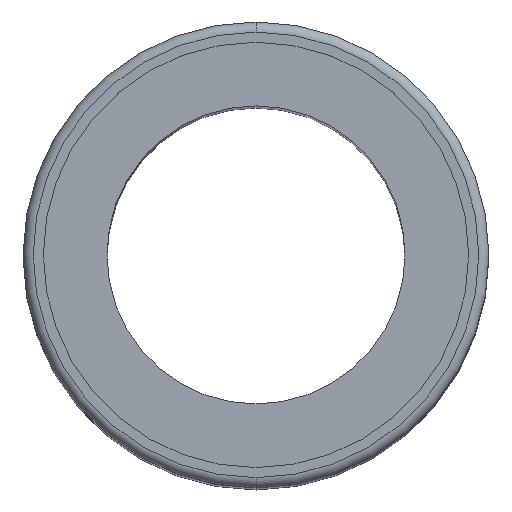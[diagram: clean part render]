
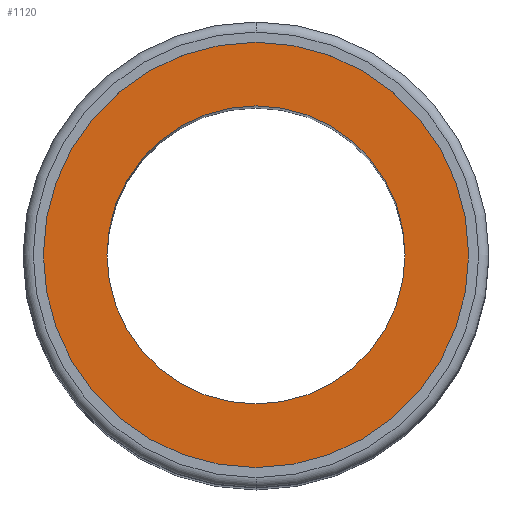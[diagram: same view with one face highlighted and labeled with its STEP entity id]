
A CAD part, top view. The second image highlights one B-rep face of the part: STEP entity #1120.
In plain terms, the highlighted planar face has unit normal (0, 0, 1).
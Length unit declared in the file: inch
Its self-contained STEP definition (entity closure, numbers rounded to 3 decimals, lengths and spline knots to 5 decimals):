
#5 = AXIS2_PLACEMENT_3D ( 'NONE', #340, #106, #541 ) ;
#74 = ORIENTED_EDGE ( 'NONE', *, *, #459, .T. ) ;
#106 = DIRECTION ( 'NONE',  ( 0., 0., 1. ) ) ;
#116 = AXIS2_PLACEMENT_3D ( 'NONE', #127, #685, #1182 ) ;
#117 = AXIS2_PLACEMENT_3D ( 'NONE', #603, #913, #496 ) ;
#127 = CARTESIAN_POINT ( 'NONE',  ( 0., 0., 2.1067 ) ) ;
#160 = CIRCLE ( 'NONE', #5, 0.5 ) ;
#259 = DIRECTION ( 'NONE',  ( 0., -1., 0. ) ) ;
#271 = AXIS2_PLACEMENT_3D ( 'NONE', #503, #364, #259 ) ;
#310 = ORIENTED_EDGE ( 'NONE', *, *, #1184, .F. ) ;
#321 = CARTESIAN_POINT ( 'NONE',  ( 0., 0.71335, 2.1067 ) ) ;
#340 = CARTESIAN_POINT ( 'NONE',  ( 0., 0., 2.1067 ) ) ;
#346 = FACE_BOUND ( 'NONE', #398, .T. ) ;
#364 = DIRECTION ( 'NONE',  ( 0., 0., 1. ) ) ;
#381 = VERTEX_POINT ( 'NONE', #437 ) ;
#398 = EDGE_LOOP ( 'NONE', ( #933, #310 ) ) ;
#404 = EDGE_LOOP ( 'NONE', ( #625, #74 ) ) ;
#437 = CARTESIAN_POINT ( 'NONE',  ( 0., 0.5, 2.1067 ) ) ;
#453 = CIRCLE ( 'NONE', #117, 0.5 ) ;
#459 = EDGE_CURVE ( 'NONE', #1081, #710, #1131, .T. ) ;
#496 = DIRECTION ( 'NONE',  ( 0., -1., 0. ) ) ;
#503 = CARTESIAN_POINT ( 'NONE',  ( 0., 0., 2.1067 ) ) ;
#541 = DIRECTION ( 'NONE',  ( 0., -1., 0. ) ) ;
#564 = EDGE_CURVE ( 'NONE', #710, #1081, #669, .T. ) ;
#574 = CARTESIAN_POINT ( 'NONE',  ( 0., -0.5, 2.1067 ) ) ;
#603 = CARTESIAN_POINT ( 'NONE',  ( 0., 0., 2.1067 ) ) ;
#625 = ORIENTED_EDGE ( 'NONE', *, *, #564, .T. ) ;
#669 = CIRCLE ( 'NONE', #1005, 0.71335 ) ;
#685 = DIRECTION ( 'NONE',  ( 0., 0., 1. ) ) ;
#696 = DIRECTION ( 'NONE',  ( 0., 0., 1. ) ) ;
#706 = EDGE_CURVE ( 'NONE', #1339, #381, #160, .T. ) ;
#710 = VERTEX_POINT ( 'NONE', #843 ) ;
#843 = CARTESIAN_POINT ( 'NONE',  ( 0., -0.71335, 2.1067 ) ) ;
#913 = DIRECTION ( 'NONE',  ( 0., 0., 1. ) ) ;
#933 = ORIENTED_EDGE ( 'NONE', *, *, #706, .F. ) ;
#1005 = AXIS2_PLACEMENT_3D ( 'NONE', #1312, #696, #1115 ) ;
#1058 = FACE_OUTER_BOUND ( 'NONE', #404, .T. ) ;
#1081 = VERTEX_POINT ( 'NONE', #321 ) ;
#1105 = PLANE ( 'NONE',  #116 ) ;
#1115 = DIRECTION ( 'NONE',  ( 0., -1., 0. ) ) ;
#1120 = ADVANCED_FACE ( 'NONE', ( #1058, #346 ), #1105, .T. ) ;
#1131 = CIRCLE ( 'NONE', #271, 0.71335 ) ;
#1182 = DIRECTION ( 'NONE',  ( 0., -1., 0. ) ) ;
#1184 = EDGE_CURVE ( 'NONE', #381, #1339, #453, .T. ) ;
#1312 = CARTESIAN_POINT ( 'NONE',  ( 0., 0., 2.1067 ) ) ;
#1339 = VERTEX_POINT ( 'NONE', #574 ) ;
